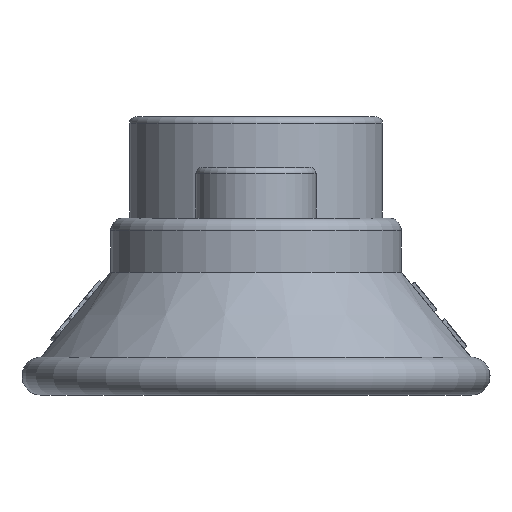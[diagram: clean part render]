
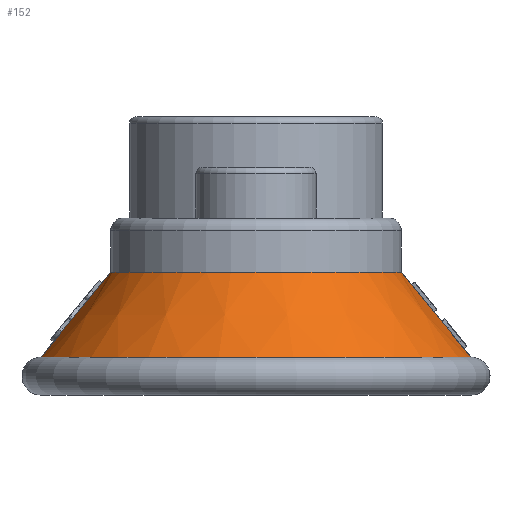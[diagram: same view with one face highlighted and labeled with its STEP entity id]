
A CAD part, left-side view. The second image highlights one B-rep face of the part: STEP entity #152.
In plain terms, the highlighted conical face has half-angle 39.382 degrees and reference radius 11.5 mm.
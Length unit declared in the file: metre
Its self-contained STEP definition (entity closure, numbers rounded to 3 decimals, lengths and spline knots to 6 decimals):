
#152 = ADVANCED_FACE( '', ( #669 ), #670, .T. );
#669 = FACE_OUTER_BOUND( '', #1543, .T. );
#670 = CONICAL_SURFACE( '', #1544, 0.0115, 0.687 );
#1543 = EDGE_LOOP( '', ( #3401, #3402, #3403, #3404 ) );
#1544 = AXIS2_PLACEMENT_3D( '', #3405, #3406, #3407 );
#3401 = ORIENTED_EDGE( '', *, *, #6248, .T. );
#3402 = ORIENTED_EDGE( '', *, *, #6594, .F. );
#3403 = ORIENTED_EDGE( '', *, *, #6420, .F. );
#3404 = ORIENTED_EDGE( '', *, *, #6595, .T. );
#3405 = CARTESIAN_POINT( '', ( -0.0385, 0., -0.0013 ) );
#3406 = DIRECTION( '', ( 0., 0., -1. ) );
#3407 = DIRECTION( '', ( -1., 0., 0. ) );
#6248 = EDGE_CURVE( '', #7478, #7476, #7479, .F. );
#6420 = EDGE_CURVE( '', #7816, #7817, #7818, .F. );
#6594 = EDGE_CURVE( '', #7817, #7476, #8109, .T. );
#6595 = EDGE_CURVE( '', #7816, #7478, #8110, .T. );
#7476 = VERTEX_POINT( '', #9452 );
#7478 = VERTEX_POINT( '', #9455 );
#7479 = LINE( '', #9456, #9457 );
#7816 = VERTEX_POINT( '', #10331 );
#7817 = VERTEX_POINT( '', #10332 );
#7818 = LINE( '', #10333, #10334 );
#8109 = CIRCLE( '', #10915, 0.017 );
#8110 = CIRCLE( '', #10916, 0.0115 );
#9452 = CARTESIAN_POINT( '', ( -0.0385, 0.017, -0.008 ) );
#9455 = CARTESIAN_POINT( '', ( -0.0385, 0.0115, -0.0013 ) );
#9456 = CARTESIAN_POINT( '', ( -0.0385, 0.0115, -0.0013 ) );
#9457 = VECTOR( '', #12705, 1. );
#10331 = CARTESIAN_POINT( '', ( -0.0385, -0.0115, -0.0013 ) );
#10332 = CARTESIAN_POINT( '', ( -0.0385, -0.017, -0.008 ) );
#10333 = CARTESIAN_POINT( '', ( -0.0385, -0.0115, -0.0013 ) );
#10334 = VECTOR( '', #12879, 1. );
#10915 = AXIS2_PLACEMENT_3D( '', #13102, #13103, #13104 );
#10916 = AXIS2_PLACEMENT_3D( '', #13105, #13106, #13107 );
#12705 = DIRECTION( '', ( 0., -0.634, 0.773 ) );
#12879 = DIRECTION( '', ( 0., 0.634, 0.773 ) );
#13102 = CARTESIAN_POINT( '', ( -0.0385, 0., -0.008 ) );
#13103 = DIRECTION( '', ( 0., 0., -1. ) );
#13104 = DIRECTION( '', ( 0., -1., 0. ) );
#13105 = CARTESIAN_POINT( '', ( -0.0385, 0., -0.0013 ) );
#13106 = DIRECTION( '', ( 0., 0., -1. ) );
#13107 = DIRECTION( '', ( 0., -1., 0. ) );
